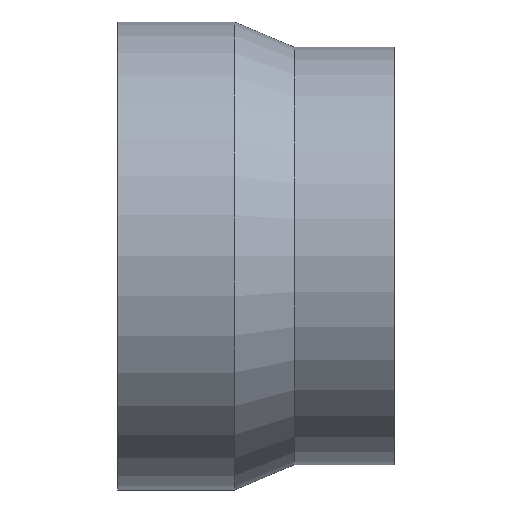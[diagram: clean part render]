
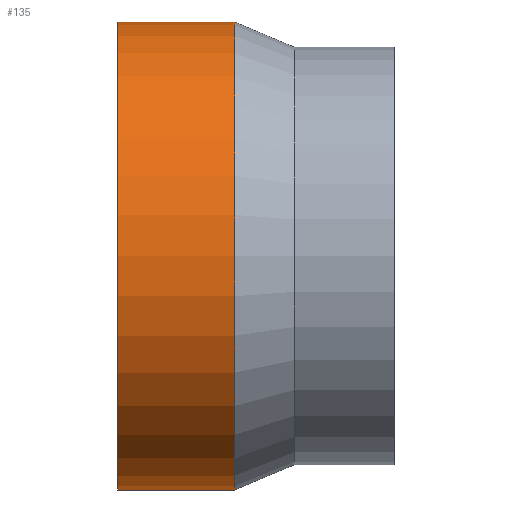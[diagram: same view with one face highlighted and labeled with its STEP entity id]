
A CAD part, top view. The second image highlights one B-rep face of the part: STEP entity #135.
In plain terms, the highlighted cylindrical face has radius 140 mm (diameter 280 mm), a partial arc.
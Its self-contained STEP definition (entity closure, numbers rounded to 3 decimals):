
#89 = VERTEX_POINT( '', #223 );
#91 = VERTEX_POINT( '', #225 );
#107 = VERTEX_POINT( '', #243 );
#125 = EDGE_CURVE( '', #91, #107, #263, .T. );
#135 = ADVANCED_FACE( '', ( #273 ), #274, .T. );
#149 = VERTEX_POINT( '', #291 );
#157 = EDGE_CURVE( '', #149, #89, #301, .T. );
#165 = EDGE_CURVE( '', #107, #89, #312, .T. );
#191 = EDGE_CURVE( '', #149, #91, #341, .T. );
#223 = CARTESIAN_POINT( '', ( 0., 140., 0. ) );
#225 = CARTESIAN_POINT( '', ( 70., -140., 0. ) );
#243 = CARTESIAN_POINT( '', ( 70., 140., 0. ) );
#263 = CIRCLE( '', #412, 140. );
#273 = FACE_OUTER_BOUND( '', #427, .T. );
#274 = CYLINDRICAL_SURFACE( '', #428, 140. );
#291 = CARTESIAN_POINT( '', ( 0., -140., 0. ) );
#301 = CIRCLE( '', #465, 140. );
#312 = LINE( '', #477, #478 );
#341 = LINE( '', #517, #518 );
#412 = AXIS2_PLACEMENT_3D( '', #581, #582, #583 );
#427 = EDGE_LOOP( '', ( #595, #596, #597, #598 ) );
#428 = AXIS2_PLACEMENT_3D( '', #599, #600, #601 );
#465 = AXIS2_PLACEMENT_3D( '', #641, #642, #643 );
#477 = CARTESIAN_POINT( '', ( 35., 140., 0. ) );
#478 = VECTOR( '', #668, 1. );
#517 = CARTESIAN_POINT( '', ( 35., -140., 0. ) );
#518 = VECTOR( '', #697, 1. );
#581 = CARTESIAN_POINT( '', ( 70., 0., 0. ) );
#582 = DIRECTION( '', ( -1., 0., 0. ) );
#583 = DIRECTION( '', ( 0., 1., 0. ) );
#595 = ORIENTED_EDGE( '', *, *, #165, .T. );
#596 = ORIENTED_EDGE( '', *, *, #157, .F. );
#597 = ORIENTED_EDGE( '', *, *, #191, .T. );
#598 = ORIENTED_EDGE( '', *, *, #125, .T. );
#599 = CARTESIAN_POINT( '', ( 35., 0., 0. ) );
#600 = DIRECTION( '', ( 1., 0., 0. ) );
#601 = DIRECTION( '', ( 0., 1., 0. ) );
#641 = CARTESIAN_POINT( '', ( 0., 0., 0. ) );
#642 = DIRECTION( '', ( -1., 0., 0. ) );
#643 = DIRECTION( '', ( 0., 1., 0. ) );
#668 = DIRECTION( '', ( -1., 0., 0. ) );
#697 = DIRECTION( '', ( 1., 0., 0. ) );
